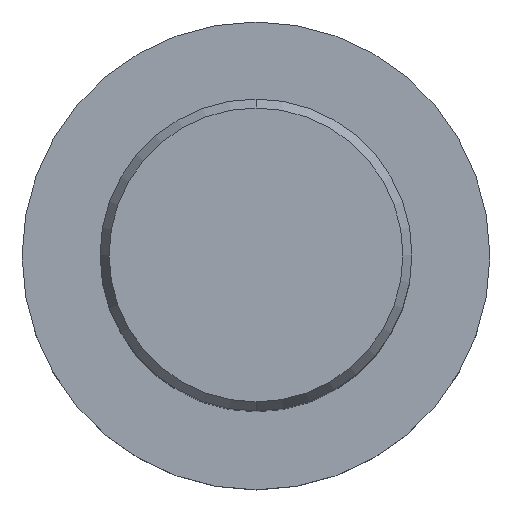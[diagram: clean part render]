
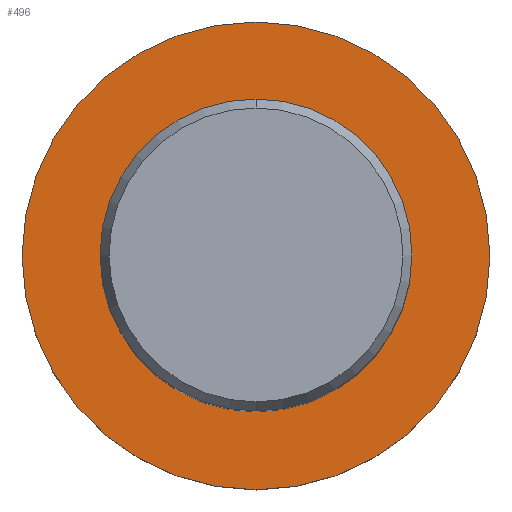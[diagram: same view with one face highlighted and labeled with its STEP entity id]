
A CAD part, top view. The second image highlights one B-rep face of the part: STEP entity #496.
In plain terms, the highlighted planar face has unit normal (0, 0, 1).
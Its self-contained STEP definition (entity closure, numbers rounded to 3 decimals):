
#206=EDGE_CURVE('',#450,#284,#571,.T.);
#236=VERTEX_POINT('',#605);
#262=VERTEX_POINT('',#633);
#284=VERTEX_POINT('',#656);
#450=VERTEX_POINT('',#837);
#470=EDGE_CURVE('',#262,#236,#860,.T.);
#480=EDGE_CURVE('',#284,#450,#870,.T.);
#496=ADVANCED_FACE('',(#888,#889),#890,.T.);
#520=EDGE_CURVE('',#236,#262,#917,.T.);
#571=CIRCLE('',#964,20.0);
#605=CARTESIAN_POINT('',(0.,-30.0,-70.0));
#633=CARTESIAN_POINT('',(0.0,30.0,-70.0));
#656=CARTESIAN_POINT('',(0.,-20.0,-70.0));
#837=CARTESIAN_POINT('',(0.0,20.0,-70.0));
#860=CIRCLE('',#1530,30.0);
#870=CIRCLE('',#1553,20.0);
#888=FACE_BOUND('',#1602,.T.);
#889=FACE_OUTER_BOUND('',#1603,.T.);
#890=PLANE('',#1604);
#917=CIRCLE('',#1692,30.0);
#964=AXIS2_PLACEMENT_3D('',#1734,#1735,#1736);
#1530=AXIS2_PLACEMENT_3D('',#2061,#2062,#2063);
#1553=AXIS2_PLACEMENT_3D('',#2070,#2071,#2072);
#1602=EDGE_LOOP('',(#2098,#2099));
#1603=EDGE_LOOP('',(#2100,#2101));
#1604=AXIS2_PLACEMENT_3D('',#2102,#2103,#2104);
#1692=AXIS2_PLACEMENT_3D('',#2140,#2141,#2142);
#1734=CARTESIAN_POINT('',(0.0,0.0,-70.0));
#1735=DIRECTION('',(-0.0,0.0,-1.0));
#1736=DIRECTION('',(0.0,1.0,0.0));
#2061=CARTESIAN_POINT('',(0.0,0.0,-70.0));
#2062=DIRECTION('',(0.0,0.0,-1.0));
#2063=DIRECTION('',(0.0,1.0,0.0));
#2070=CARTESIAN_POINT('',(0.0,0.0,-70.0));
#2071=DIRECTION('',(-0.0,0.0,-1.0));
#2072=DIRECTION('',(0.0,1.0,0.0));
#2098=ORIENTED_EDGE('',*,*,#206,.T.);
#2099=ORIENTED_EDGE('',*,*,#480,.T.);
#2100=ORIENTED_EDGE('',*,*,#470,.F.);
#2101=ORIENTED_EDGE('',*,*,#520,.F.);
#2102=CARTESIAN_POINT('',(0.0,15.0,-70.0));
#2103=DIRECTION('',(-0.0,0.0,1.0));
#2104=DIRECTION('',(0.0,-1.0,0.0));
#2140=CARTESIAN_POINT('',(0.0,0.0,-70.0));
#2141=DIRECTION('',(0.0,0.0,-1.0));
#2142=DIRECTION('',(0.0,1.0,0.0));
